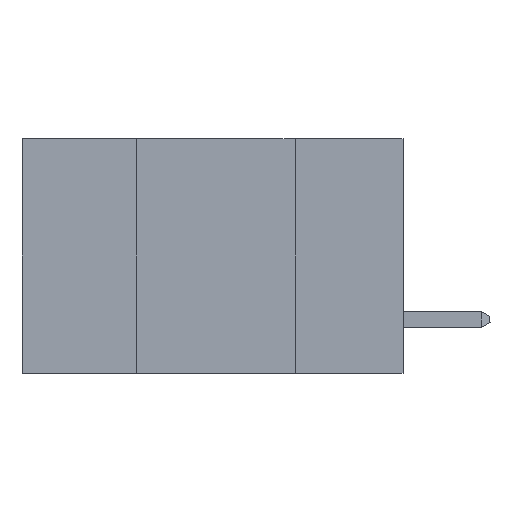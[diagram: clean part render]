
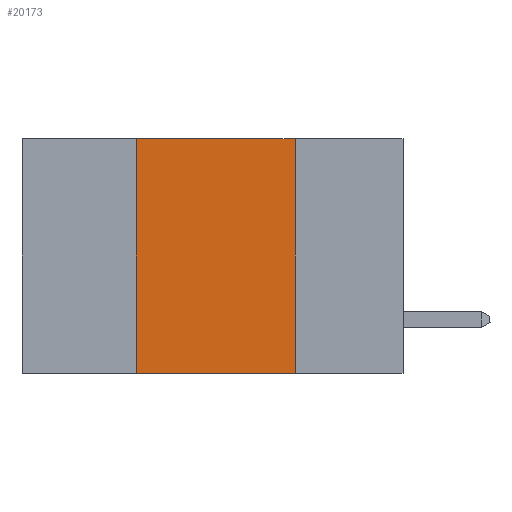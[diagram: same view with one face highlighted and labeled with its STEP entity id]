
A CAD part, left-side view. The second image highlights one B-rep face of the part: STEP entity #20173.
In plain terms, the highlighted planar face has unit normal (-1, 0, 0).
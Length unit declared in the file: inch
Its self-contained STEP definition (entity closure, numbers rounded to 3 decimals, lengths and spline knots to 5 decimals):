
#53 = CARTESIAN_POINT ( 'NONE',  ( 0., 0.42, 0. ) ) ;
#133 = ORIENTED_EDGE ( 'NONE', *, *, #8613, .F. ) ;
#140 = VERTEX_POINT ( 'NONE', #6398 ) ;
#325 = CARTESIAN_POINT ( 'NONE',  ( 0., 0.42, -0.37 ) ) ;
#1678 = CARTESIAN_POINT ( 'NONE',  ( 0., 0.6, -0.37 ) ) ;
#1739 = LINE ( 'NONE', #1678, #8862 ) ;
#1847 = VECTOR ( 'NONE', #4251, 39.37008 ) ;
#4251 = DIRECTION ( 'NONE',  ( 0., 0., -1. ) ) ;
#6193 = VECTOR ( 'NONE', #6650, 39.37008 ) ;
#6398 = CARTESIAN_POINT ( 'NONE',  ( 0., 0.17, -0.37 ) ) ;
#6650 = DIRECTION ( 'NONE',  ( 0., -1., 0. ) ) ;
#7639 = ORIENTED_EDGE ( 'NONE', *, *, #10644, .F. ) ;
#8135 = CARTESIAN_POINT ( 'NONE',  ( 0., 0.6, 0. ) ) ;
#8613 = EDGE_CURVE ( 'NONE', #20050, #140, #10026, .T. ) ;
#8862 = VECTOR ( 'NONE', #13352, 39.37008 ) ;
#8870 = VECTOR ( 'NONE', #13368, 39.37008 ) ;
#9758 = FACE_OUTER_BOUND ( 'NONE', #18324, .T. ) ;
#10026 = LINE ( 'NONE', #12679, #1847 ) ;
#10644 = EDGE_CURVE ( 'NONE', #12704, #13581, #21767, .T. ) ;
#12679 = CARTESIAN_POINT ( 'NONE',  ( 0., 0.17, 0. ) ) ;
#12704 = VERTEX_POINT ( 'NONE', #325 ) ;
#12830 = EDGE_CURVE ( 'NONE', #13581, #20050, #14373, .T. ) ;
#12857 = ORIENTED_EDGE ( 'NONE', *, *, #12830, .F. ) ;
#13289 = DIRECTION ( 'NONE',  ( 1., 0., 0. ) ) ;
#13352 = DIRECTION ( 'NONE',  ( 0., -1., 0. ) ) ;
#13368 = DIRECTION ( 'NONE',  ( 0., 0., 1. ) ) ;
#13581 = VERTEX_POINT ( 'NONE', #15785 ) ;
#14373 = LINE ( 'NONE', #21647, #6193 ) ;
#14586 = CARTESIAN_POINT ( 'NONE',  ( 0., 0.17, 0. ) ) ;
#15785 = CARTESIAN_POINT ( 'NONE',  ( 0., 0.42, 0. ) ) ;
#16149 = EDGE_CURVE ( 'NONE', #12704, #140, #1739, .T. ) ;
#16561 = AXIS2_PLACEMENT_3D ( 'NONE', #8135, #13289, #19919 ) ;
#18324 = EDGE_LOOP ( 'NONE', ( #133, #12857, #7639, #20008 ) ) ;
#19919 = DIRECTION ( 'NONE',  ( 0., 0., -1. ) ) ;
#20008 = ORIENTED_EDGE ( 'NONE', *, *, #16149, .T. ) ;
#20050 = VERTEX_POINT ( 'NONE', #14586 ) ;
#20173 = ADVANCED_FACE ( 'NONE', ( #9758 ), #21415, .F. ) ;
#21415 = PLANE ( 'NONE',  #16561 ) ;
#21647 = CARTESIAN_POINT ( 'NONE',  ( 0., 0.6, 0. ) ) ;
#21767 = LINE ( 'NONE', #53, #8870 ) ;
